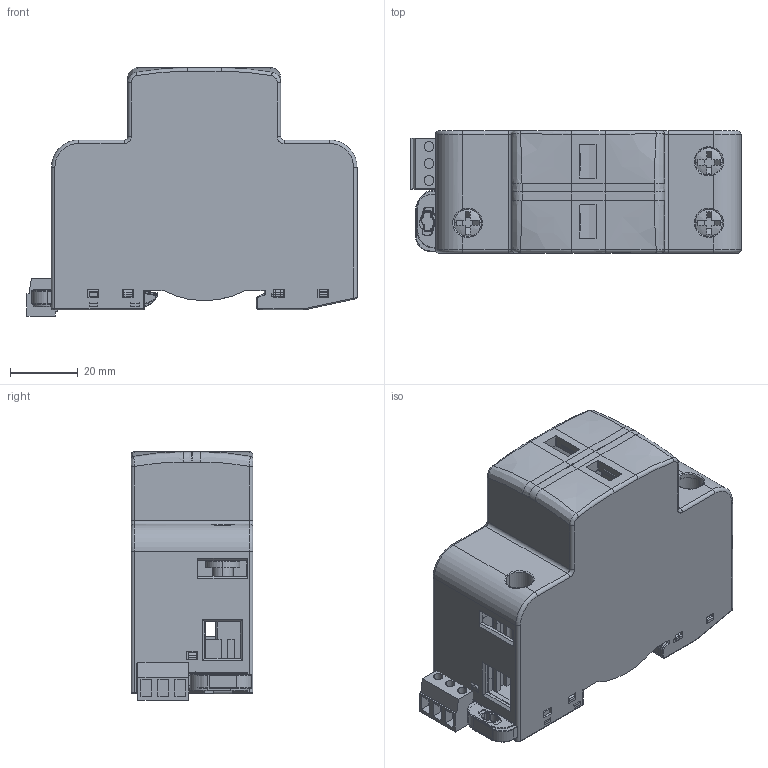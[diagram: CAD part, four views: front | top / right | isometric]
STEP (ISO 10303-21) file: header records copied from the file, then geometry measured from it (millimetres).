
FILE_DESCRIPTION((''),'2;1');
FILE_NAME('ASM_SFT_2TE_750V_VER_ASM_ASM','2018-08-23T13:38:54',('teo.ivanusa'),('Audax d.o.o.'),'CREO PARAMETRIC BY PTC INC, 2017260','CREO PARAMETRIC BY PTC INC, 2017260','');
FILE_SCHEMA(('AP242_MANAGED_MODEL_BASED_3D_ENGINEERING_MIM_LF { 1 0 10303 442 1 1 4 }'));
Products named in the file (14): SFT_PODNOZJE_UNI_2TE_50; ZASKOCKA_PLASTICNA_15; RC_WM_ZENSKA_7; SFT_PODNOZJE_UNI_2TE_VER_133; RC_ZENSKA__2; ZASKOCKA_PLASTICNA_V9_4; RC__ER_1; VZMET_VSKOCKE_2; AS_SFT_PODNOZJE_2TE_UNI_ASM_65_ASM; 505-500-132-VIJAK-M6X14-8_1; ASM_SFT_KONT_ZEMLJ_1TE_VER_ASM__ASM; ASM_SFT_2TE_750V_VER_ASM_162_ASM; POKROV_SFT_2TE_BL; ASM_SFT_2TE_750V_VER_ASM_ASM
Assembly tree (16 placements, depth 4):
  ASM_SFT_2TE_750V_VER_ASM_ASM
    ASM_SFT_2TE_750V_VER_ASM_162_ASM
      AS_SFT_PODNOZJE_2TE_UNI_ASM_65_ASM
        SFT_PODNOZJE_UNI_2TE_50
        ZASKOCKA_PLASTICNA_15
        RC_WM_ZENSKA_7
        SFT_PODNOZJE_UNI_2TE_VER_133
        RC_ZENSKA__2
        ZASKOCKA_PLASTICNA_V9_4
        RC__ER_1
        VZMET_VSKOCKE_2
      ASM_SFT_KONT_ZEMLJ_1TE_VER_ASM__ASM
        505-500-132-VIJAK-M6X14-8_1
      RC_WM_ZENSKA_7
      505-500-132-VIJAK-M6X14-8_1  x2
    POKROV_SFT_2TE_BL
Bounding box: 97.2 x 35.91 x 73.14 mm (x, y, z)
Volume: 59536 mm3; surface area: 76079.3 mm2
Topology: 13 solids, 14 shells, 2051 faces, 5309 edges, 3364 vertices
Faces by surface type: plane 1062, cylinder 574, torus 175, bspline 134, sphere 90, cone 10, extrusion 6
Entity records: 96826 total; most frequent: CARTESIAN_POINT 24660, DIRECTION 10323, ORIENTED_EDGE 9966, PRESENTATION_STYLE_ASSIGNMENT 5745, STYLED_ITEM 5718, EDGE_CURVE 4983, CURVE_STYLE 4903, AXIS2_PLACEMENT_3D 3506
